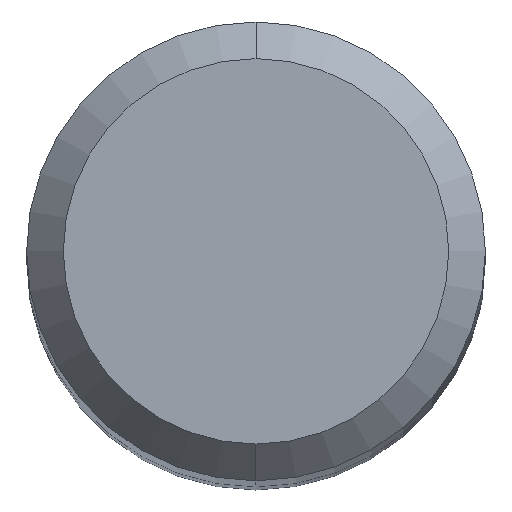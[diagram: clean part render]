
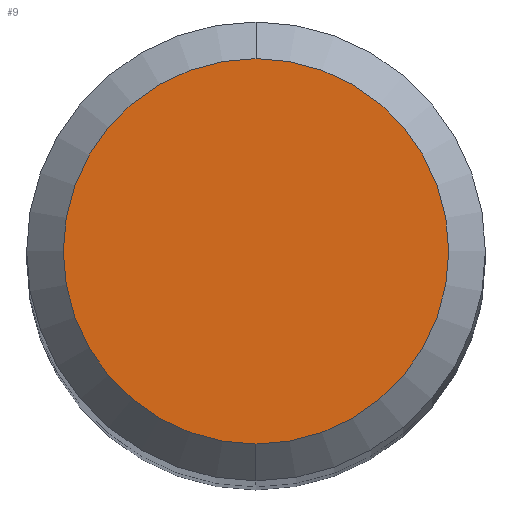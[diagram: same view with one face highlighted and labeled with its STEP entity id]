
A CAD part, top view. The second image highlights one B-rep face of the part: STEP entity #9.
In plain terms, the highlighted planar face has unit normal (0, 0, 1).
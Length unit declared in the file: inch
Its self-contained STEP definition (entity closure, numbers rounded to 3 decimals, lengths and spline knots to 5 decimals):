
#1 = EDGE_LOOP ( 'NONE', ( #340, #269 ) ) ;
#8 = FACE_OUTER_BOUND ( 'NONE', #1, .T. ) ;
#9 = ADVANCED_FACE ( 'NONE', ( #8 ), #29, .F. ) ;
#10 = DIRECTION ( 'NONE',  ( 0., -1., 0. ) ) ;
#25 = CIRCLE ( 'NONE', #316, 0.105 ) ;
#29 = PLANE ( 'NONE',  #87 ) ;
#40 = DIRECTION ( 'NONE',  ( 0., 0., 1. ) ) ;
#82 = CARTESIAN_POINT ( 'NONE',  ( 0., 0., 0. ) ) ;
#87 = AXIS2_PLACEMENT_3D ( 'NONE', #268, #381, #294 ) ;
#93 = EDGE_CURVE ( 'NONE', #192, #297, #291, .T. ) ;
#104 = CARTESIAN_POINT ( 'NONE',  ( 0., 0.105, 0. ) ) ;
#156 = DIRECTION ( 'NONE',  ( 0., -1., 0. ) ) ;
#192 = VERTEX_POINT ( 'NONE', #104 ) ;
#205 = AXIS2_PLACEMENT_3D ( 'NONE', #280, #334, #10 ) ;
#227 = EDGE_CURVE ( 'NONE', #297, #192, #25, .T. ) ;
#268 = CARTESIAN_POINT ( 'NONE',  ( 0., 0.105, 0. ) ) ;
#269 = ORIENTED_EDGE ( 'NONE', *, *, #227, .T. ) ;
#280 = CARTESIAN_POINT ( 'NONE',  ( 0., 0., 0. ) ) ;
#289 = CARTESIAN_POINT ( 'NONE',  ( 0., -0.105, 0. ) ) ;
#291 = CIRCLE ( 'NONE', #205, 0.105 ) ;
#294 = DIRECTION ( 'NONE',  ( 0., 1., 0. ) ) ;
#297 = VERTEX_POINT ( 'NONE', #289 ) ;
#316 = AXIS2_PLACEMENT_3D ( 'NONE', #82, #40, #156 ) ;
#334 = DIRECTION ( 'NONE',  ( 0., 0., 1. ) ) ;
#340 = ORIENTED_EDGE ( 'NONE', *, *, #93, .T. ) ;
#381 = DIRECTION ( 'NONE',  ( 0., 0., -1. ) ) ;
